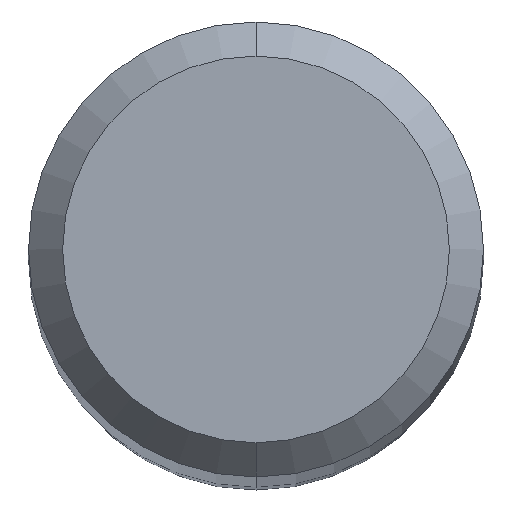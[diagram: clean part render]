
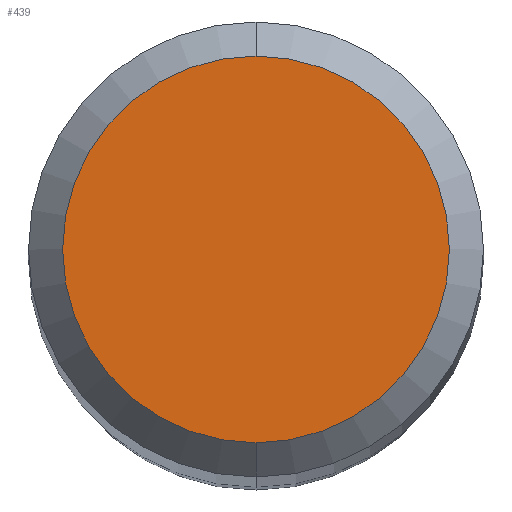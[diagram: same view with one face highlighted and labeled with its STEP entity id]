
A CAD part, top view. The second image highlights one B-rep face of the part: STEP entity #439.
In plain terms, the highlighted planar face has unit normal (0, 0, 1).
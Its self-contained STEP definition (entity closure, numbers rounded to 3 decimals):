
#185=EDGE_CURVE('',#425,#283,#493,.T.);
#283=VERTEX_POINT('',#602);
#383=EDGE_CURVE('',#283,#425,#712,.T.);
#425=VERTEX_POINT('',#757);
#439=ADVANCED_FACE('',(#771),#772,.T.);
#493=CIRCLE('',#824,1.7);
#602=CARTESIAN_POINT('',(0.0,1.7,0.0));
#712=CIRCLE('',#1299,1.7);
#757=CARTESIAN_POINT('',(0.,-1.7,0.0));
#771=FACE_OUTER_BOUND('',#1392,.T.);
#772=PLANE('',#1393);
#824=AXIS2_PLACEMENT_3D('',#1455,#1456,#1457);
#1299=AXIS2_PLACEMENT_3D('',#1708,#1709,#1710);
#1392=EDGE_LOOP('',(#1760,#1761));
#1393=AXIS2_PLACEMENT_3D('',#1762,#1763,#1764);
#1455=CARTESIAN_POINT('',(0.0,0.0,0.0));
#1456=DIRECTION('',(0.0,0.0,-1.0));
#1457=DIRECTION('',(0.0,1.0,0.0));
#1708=CARTESIAN_POINT('',(0.0,0.0,0.0));
#1709=DIRECTION('',(0.0,0.0,-1.0));
#1710=DIRECTION('',(0.0,1.0,0.0));
#1760=ORIENTED_EDGE('',*,*,#383,.F.);
#1761=ORIENTED_EDGE('',*,*,#185,.F.);
#1762=CARTESIAN_POINT('',(0.0,0.85,0.0));
#1763=DIRECTION('',(-0.0,0.0,1.0));
#1764=DIRECTION('',(0.0,-1.0,0.0));
